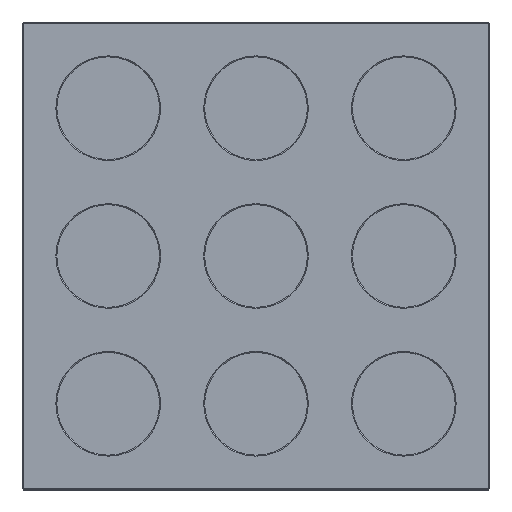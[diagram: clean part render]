
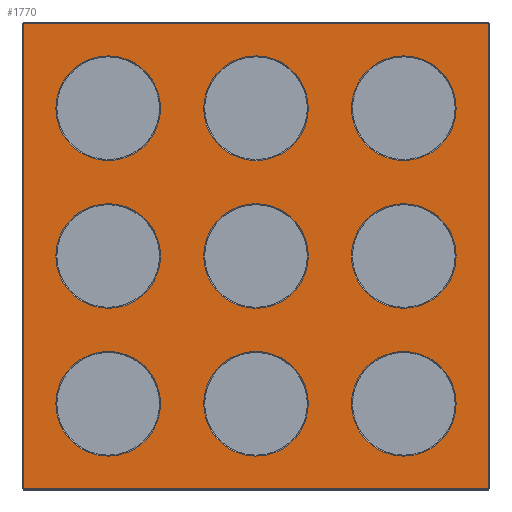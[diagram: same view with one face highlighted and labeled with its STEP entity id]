
A CAD part, top view. The second image highlights one B-rep face of the part: STEP entity #1770.
In plain terms, the highlighted planar face has unit normal (0, 0, 1).
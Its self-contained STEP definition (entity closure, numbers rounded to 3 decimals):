
#51=CIRCLE('',#1930,25.5);
#52=CIRCLE('',#1932,25.5);
#53=CIRCLE('',#1933,25.5);
#54=CIRCLE('',#1934,25.5);
#55=CIRCLE('',#1935,25.5);
#56=CIRCLE('',#1936,25.5);
#57=CIRCLE('',#1937,25.5);
#58=CIRCLE('',#1938,25.5);
#59=CIRCLE('',#1939,25.5);
#96=FACE_BOUND('',#303,.T.);
#97=FACE_BOUND('',#304,.T.);
#98=FACE_BOUND('',#305,.T.);
#99=FACE_BOUND('',#306,.T.);
#100=FACE_BOUND('',#307,.T.);
#101=FACE_BOUND('',#308,.T.);
#102=FACE_BOUND('',#309,.T.);
#103=FACE_BOUND('',#310,.T.);
#104=FACE_BOUND('',#311,.T.);
#175=FACE_OUTER_BOUND('',#302,.T.);
#302=EDGE_LOOP('',(#1414,#1415,#1416,#1417));
#303=EDGE_LOOP('',(#1418));
#304=EDGE_LOOP('',(#1419));
#305=EDGE_LOOP('',(#1420));
#306=EDGE_LOOP('',(#1421));
#307=EDGE_LOOP('',(#1422));
#308=EDGE_LOOP('',(#1423));
#309=EDGE_LOOP('',(#1424));
#310=EDGE_LOOP('',(#1425));
#311=EDGE_LOOP('',(#1426));
#480=LINE('',#2808,#683);
#481=LINE('',#2810,#684);
#482=LINE('',#2812,#685);
#483=LINE('',#2813,#686);
#683=VECTOR('',#2308,10.);
#684=VECTOR('',#2309,10.);
#685=VECTOR('',#2310,10.);
#686=VECTOR('',#2311,10.);
#848=VERTEX_POINT('',#2802);
#849=VERTEX_POINT('',#2806);
#850=VERTEX_POINT('',#2807);
#851=VERTEX_POINT('',#2809);
#852=VERTEX_POINT('',#2811);
#853=VERTEX_POINT('',#2814);
#854=VERTEX_POINT('',#2816);
#855=VERTEX_POINT('',#2818);
#856=VERTEX_POINT('',#2820);
#857=VERTEX_POINT('',#2822);
#858=VERTEX_POINT('',#2824);
#859=VERTEX_POINT('',#2826);
#860=VERTEX_POINT('',#2828);
#1040=EDGE_CURVE('',#848,#848,#51,.T.);
#1042=EDGE_CURVE('',#849,#850,#480,.T.);
#1043=EDGE_CURVE('',#851,#849,#481,.T.);
#1044=EDGE_CURVE('',#852,#851,#482,.T.);
#1045=EDGE_CURVE('',#850,#852,#483,.T.);
#1046=EDGE_CURVE('',#853,#853,#52,.T.);
#1047=EDGE_CURVE('',#854,#854,#53,.T.);
#1048=EDGE_CURVE('',#855,#855,#54,.T.);
#1049=EDGE_CURVE('',#856,#856,#55,.T.);
#1050=EDGE_CURVE('',#857,#857,#56,.T.);
#1051=EDGE_CURVE('',#858,#858,#57,.T.);
#1052=EDGE_CURVE('',#859,#859,#58,.T.);
#1053=EDGE_CURVE('',#860,#860,#59,.T.);
#1414=ORIENTED_EDGE('',*,*,#1042,.F.);
#1415=ORIENTED_EDGE('',*,*,#1043,.F.);
#1416=ORIENTED_EDGE('',*,*,#1044,.F.);
#1417=ORIENTED_EDGE('',*,*,#1045,.F.);
#1418=ORIENTED_EDGE('',*,*,#1046,.F.);
#1419=ORIENTED_EDGE('',*,*,#1047,.F.);
#1420=ORIENTED_EDGE('',*,*,#1048,.F.);
#1421=ORIENTED_EDGE('',*,*,#1049,.F.);
#1422=ORIENTED_EDGE('',*,*,#1050,.F.);
#1423=ORIENTED_EDGE('',*,*,#1051,.F.);
#1424=ORIENTED_EDGE('',*,*,#1052,.F.);
#1425=ORIENTED_EDGE('',*,*,#1053,.F.);
#1426=ORIENTED_EDGE('',*,*,#1040,.F.);
#1661=PLANE('',#1931);
#1770=ADVANCED_FACE('',(#175,#96,#97,#98,#99,#100,#101,#102,#103,#104),
#1661,.T.);
#1930=AXIS2_PLACEMENT_3D('',#2803,#2303,#2304);
#1931=AXIS2_PLACEMENT_3D('',#2805,#2306,#2307);
#1932=AXIS2_PLACEMENT_3D('',#2815,#2312,#2313);
#1933=AXIS2_PLACEMENT_3D('',#2817,#2314,#2315);
#1934=AXIS2_PLACEMENT_3D('',#2819,#2316,#2317);
#1935=AXIS2_PLACEMENT_3D('',#2821,#2318,#2319);
#1936=AXIS2_PLACEMENT_3D('',#2823,#2320,#2321);
#1937=AXIS2_PLACEMENT_3D('',#2825,#2322,#2323);
#1938=AXIS2_PLACEMENT_3D('',#2827,#2324,#2325);
#1939=AXIS2_PLACEMENT_3D('',#2829,#2326,#2327);
#2303=DIRECTION('center_axis',(0.,0.,1.));
#2304=DIRECTION('ref_axis',(1.,0.,0.));
#2306=DIRECTION('center_axis',(0.,0.,1.));
#2307=DIRECTION('ref_axis',(1.,0.,0.));
#2308=DIRECTION('',(0.,1.,0.));
#2309=DIRECTION('',(-1.,0.,0.));
#2310=DIRECTION('',(0.,-1.,0.));
#2311=DIRECTION('',(1.,0.,0.));
#2312=DIRECTION('center_axis',(0.,0.,1.));
#2313=DIRECTION('ref_axis',(1.,0.,0.));
#2314=DIRECTION('center_axis',(0.,0.,1.));
#2315=DIRECTION('ref_axis',(1.,0.,0.));
#2316=DIRECTION('center_axis',(0.,0.,1.));
#2317=DIRECTION('ref_axis',(1.,0.,0.));
#2318=DIRECTION('center_axis',(0.,0.,1.));
#2319=DIRECTION('ref_axis',(1.,0.,0.));
#2320=DIRECTION('center_axis',(0.,0.,1.));
#2321=DIRECTION('ref_axis',(1.,0.,0.));
#2322=DIRECTION('center_axis',(0.,0.,1.));
#2323=DIRECTION('ref_axis',(1.,0.,0.));
#2324=DIRECTION('center_axis',(0.,0.,1.));
#2325=DIRECTION('ref_axis',(1.,0.,0.));
#2326=DIRECTION('center_axis',(0.,0.,1.));
#2327=DIRECTION('ref_axis',(1.,0.,0.));
#2802=CARTESIAN_POINT('',(46.5,144.,2.));
#2803=CARTESIAN_POINT('Origin',(72.,144.,2.));
#2805=CARTESIAN_POINT('Origin',(72.,72.,2.));
#2806=CARTESIAN_POINT('',(-41.5,-41.5,2.));
#2807=CARTESIAN_POINT('',(-41.5,185.5,2.));
#2808=CARTESIAN_POINT('',(-41.5,129.,2.));
#2809=CARTESIAN_POINT('',(185.5,-41.5,2.));
#2810=CARTESIAN_POINT('',(15.,-41.5,2.));
#2811=CARTESIAN_POINT('',(185.5,185.5,2.));
#2812=CARTESIAN_POINT('',(185.5,15.,2.));
#2813=CARTESIAN_POINT('',(129.,185.5,2.));
#2814=CARTESIAN_POINT('',(46.5,72.,2.));
#2815=CARTESIAN_POINT('Origin',(72.,72.,2.));
#2816=CARTESIAN_POINT('',(118.5,144.,2.));
#2817=CARTESIAN_POINT('Origin',(144.,144.,2.));
#2818=CARTESIAN_POINT('',(-25.5,144.,2.));
#2819=CARTESIAN_POINT('Origin',(0.,144.,2.));
#2820=CARTESIAN_POINT('',(46.5,0.,2.));
#2821=CARTESIAN_POINT('Origin',(72.,0.,2.));
#2822=CARTESIAN_POINT('',(-25.5,0.,2.));
#2823=CARTESIAN_POINT('Origin',(0.,0.,2.));
#2824=CARTESIAN_POINT('',(118.5,0.,2.));
#2825=CARTESIAN_POINT('Origin',(144.,0.,2.));
#2826=CARTESIAN_POINT('',(-25.5,72.,2.));
#2827=CARTESIAN_POINT('Origin',(0.,72.,2.));
#2828=CARTESIAN_POINT('',(118.5,72.,2.));
#2829=CARTESIAN_POINT('Origin',(144.,72.,2.));
